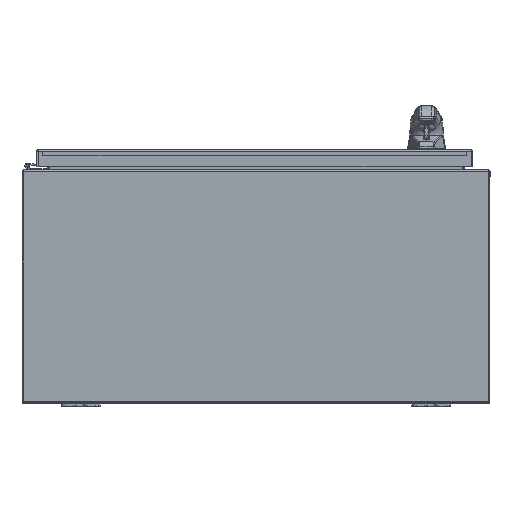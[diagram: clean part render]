
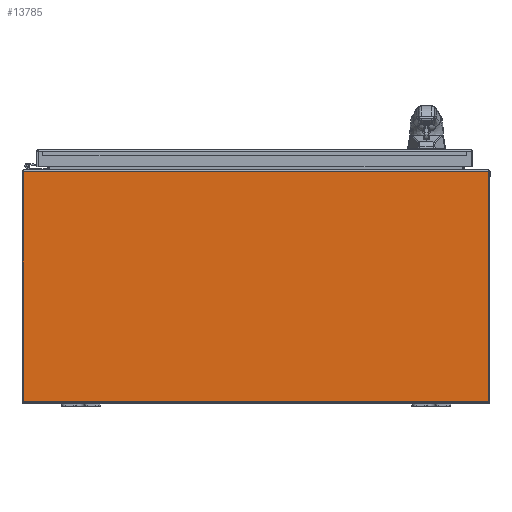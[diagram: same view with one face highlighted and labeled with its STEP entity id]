
A CAD part, front view. The second image highlights one B-rep face of the part: STEP entity #13785.
In plain terms, the highlighted planar face has unit normal (0, -1, 0).
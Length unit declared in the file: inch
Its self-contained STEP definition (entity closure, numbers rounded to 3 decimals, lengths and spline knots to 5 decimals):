
#1392 = LINE ( 'NONE', #33390, #47445 ) ;
#4104 = EDGE_CURVE ( 'NONE', #114356, #26157, #64431, .T. ) ;
#5726 = VECTOR ( 'NONE', #81088, 39.37008 ) ;
#6279 = DIRECTION ( 'NONE',  ( 1., 0., 0. ) ) ;
#6557 = DIRECTION ( 'NONE',  ( 0., 1., 0. ) ) ;
#6709 = CARTESIAN_POINT ( 'NONE',  ( 0., -15., 6.00948 ) ) ;
#8319 = CARTESIAN_POINT ( 'NONE',  ( 11.963, -15., 0.12745 ) ) ;
#8463 = LINE ( 'NONE', #96116, #103585 ) ;
#9068 = AXIS2_PLACEMENT_3D ( 'NONE', #87486, #87099, #86936 ) ;
#9792 = PLANE ( 'NONE',  #109166 ) ;
#9911 = ORIENTED_EDGE ( 'NONE', *, *, #23801, .T. ) ;
#11952 = VERTEX_POINT ( 'NONE', #8319 ) ;
#13785 = ADVANCED_FACE ( 'NONE', ( #51387 ), #9792, .F. ) ;
#18175 = EDGE_CURVE ( 'NONE', #33740, #44128, #28472, .T. ) ;
#19333 = VERTEX_POINT ( 'NONE', #64504 ) ;
#20027 = ORIENTED_EDGE ( 'NONE', *, *, #55251, .F. ) ;
#20718 = LINE ( 'NONE', #37973, #45205 ) ;
#21472 = AXIS2_PLACEMENT_3D ( 'NONE', #106112, #106334, #106465 ) ;
#23039 = CARTESIAN_POINT ( 'NONE',  ( -11.963, -15., 0.12745 ) ) ;
#23801 = EDGE_CURVE ( 'NONE', #26157, #44128, #20718, .T. ) ;
#26157 = VERTEX_POINT ( 'NONE', #54881 ) ;
#28305 = CIRCLE ( 'NONE', #21472, 0.07 ) ;
#28472 = LINE ( 'NONE', #52148, #47196 ) ;
#28700 = ORIENTED_EDGE ( 'NONE', *, *, #47185, .T. ) ;
#28921 = EDGE_CURVE ( 'NONE', #45996, #48266, #54721, .T. ) ;
#33390 = CARTESIAN_POINT ( 'NONE',  ( 11.963, -15., 11.89475 ) ) ;
#33549 = DIRECTION ( 'NONE',  ( 0., 0., -1. ) ) ;
#33740 = VERTEX_POINT ( 'NONE', #23039 ) ;
#37973 = CARTESIAN_POINT ( 'NONE',  ( -11.91495, -15., 11.89475 ) ) ;
#38122 = DIRECTION ( 'NONE',  ( -1., 0., 0. ) ) ;
#41327 = EDGE_CURVE ( 'NONE', #48266, #11952, #28305, .T. ) ;
#44128 = VERTEX_POINT ( 'NONE', #54965 ) ;
#45205 = VECTOR ( 'NONE', #38122, 39.37008 ) ;
#45996 = VERTEX_POINT ( 'NONE', #106559 ) ;
#46793 = EDGE_CURVE ( 'NONE', #19333, #114356, #8463, .T. ) ;
#47185 = EDGE_CURVE ( 'NONE', #33740, #45996, #113604, .T. ) ;
#47196 = VECTOR ( 'NONE', #53186, 39.37008 ) ;
#47445 = VECTOR ( 'NONE', #33549, 39.37008 ) ;
#48266 = VERTEX_POINT ( 'NONE', #95946 ) ;
#51387 = FACE_OUTER_BOUND ( 'NONE', #103135, .T. ) ;
#52148 = CARTESIAN_POINT ( 'NONE',  ( -11.963, -15., 0.12745 ) ) ;
#53186 = DIRECTION ( 'NONE',  ( 0., 0., 1. ) ) ;
#54721 = LINE ( 'NONE', #82718, #5726 ) ;
#54881 = CARTESIAN_POINT ( 'NONE',  ( -11.91495, -15., 11.89475 ) ) ;
#54965 = CARTESIAN_POINT ( 'NONE',  ( -11.963, -15., 11.89475 ) ) ;
#55153 = ORIENTED_EDGE ( 'NONE', *, *, #4104, .T. ) ;
#55251 = EDGE_CURVE ( 'NONE', #19333, #11952, #1392, .T. ) ;
#57183 = ORIENTED_EDGE ( 'NONE', *, *, #18175, .F. ) ;
#57671 = ORIENTED_EDGE ( 'NONE', *, *, #28921, .T. ) ;
#59671 = ORIENTED_EDGE ( 'NONE', *, *, #41327, .T. ) ;
#62568 = CARTESIAN_POINT ( 'NONE',  ( 11.91495, -15., 11.89475 ) ) ;
#64431 = LINE ( 'NONE', #90573, #113651 ) ;
#64504 = CARTESIAN_POINT ( 'NONE',  ( 11.963, -15., 11.89475 ) ) ;
#79862 = DIRECTION ( 'NONE',  ( -1., 0., 0. ) ) ;
#81088 = DIRECTION ( 'NONE',  ( 1., 0., 0. ) ) ;
#82718 = CARTESIAN_POINT ( 'NONE',  ( -11.88277, -15., 0.10525 ) ) ;
#86936 = DIRECTION ( 'NONE',  ( 1., 0., 0. ) ) ;
#87099 = DIRECTION ( 'NONE',  ( 0., 1., 0. ) ) ;
#87337 = ORIENTED_EDGE ( 'NONE', *, *, #46793, .T. ) ;
#87486 = CARTESIAN_POINT ( 'NONE',  ( -11.93789, -15., 0.06211 ) ) ;
#90573 = CARTESIAN_POINT ( 'NONE',  ( 11.91495, -15., 11.89475 ) ) ;
#91676 = DIRECTION ( 'NONE',  ( -1., 0., 0. ) ) ;
#95946 = CARTESIAN_POINT ( 'NONE',  ( 11.88277, -15., 0.10525 ) ) ;
#96116 = CARTESIAN_POINT ( 'NONE',  ( 11.963, -15., 11.89475 ) ) ;
#103135 = EDGE_LOOP ( 'NONE', ( #87337, #55153, #9911, #57183, #28700, #57671, #59671, #20027 ) ) ;
#103585 = VECTOR ( 'NONE', #79862, 39.37008 ) ;
#106112 = CARTESIAN_POINT ( 'NONE',  ( 11.93789, -15., 0.06211 ) ) ;
#106334 = DIRECTION ( 'NONE',  ( 0., 1., 0. ) ) ;
#106465 = DIRECTION ( 'NONE',  ( 1., 0., 0. ) ) ;
#106559 = CARTESIAN_POINT ( 'NONE',  ( -11.88277, -15., 0.10525 ) ) ;
#109166 = AXIS2_PLACEMENT_3D ( 'NONE', #6709, #6557, #6279 ) ;
#113604 = CIRCLE ( 'NONE', #9068, 0.07 ) ;
#113651 = VECTOR ( 'NONE', #91676, 39.37008 ) ;
#114356 = VERTEX_POINT ( 'NONE', #62568 ) ;
